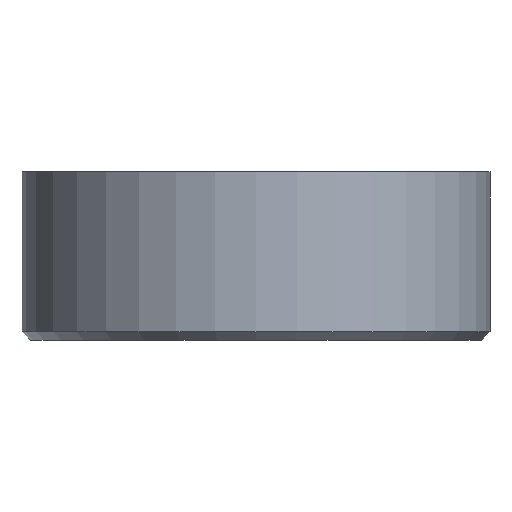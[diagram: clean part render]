
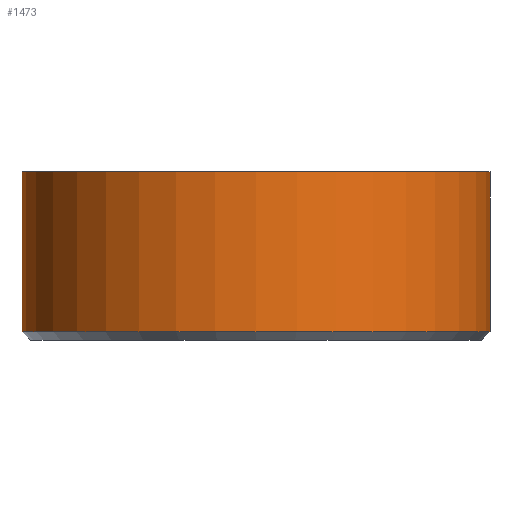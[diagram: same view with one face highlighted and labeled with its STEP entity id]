
A CAD part, front view. The second image highlights one B-rep face of the part: STEP entity #1473.
In plain terms, the highlighted cylindrical face has radius 22.25 mm (diameter 44.5 mm), a partial arc.
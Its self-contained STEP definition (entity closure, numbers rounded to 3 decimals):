
#21=CYLINDRICAL_SURFACE('',#1594,22.25);
#86=CIRCLE('',#1593,22.25);
#87=CIRCLE('',#1595,22.25);
#135=FACE_OUTER_BOUND('',#218,.T.);
#218=EDGE_LOOP('',(#1075,#1076,#1077,#1078));
#345=LINE('',#2316,#500);
#346=LINE('',#2319,#501);
#500=VECTOR('',#1842,10.);
#501=VECTOR('',#1845,10.);
#661=VERTEX_POINT('',#2294);
#666=VERTEX_POINT('',#2308);
#667=VERTEX_POINT('',#2315);
#668=VERTEX_POINT('',#2317);
#827=EDGE_CURVE('',#661,#666,#86,.T.);
#828=EDGE_CURVE('',#661,#667,#345,.T.);
#829=EDGE_CURVE('',#668,#667,#87,.T.);
#830=EDGE_CURVE('',#666,#668,#346,.T.);
#1075=ORIENTED_EDGE('',*,*,#827,.F.);
#1076=ORIENTED_EDGE('',*,*,#828,.T.);
#1077=ORIENTED_EDGE('',*,*,#829,.F.);
#1078=ORIENTED_EDGE('',*,*,#830,.F.);
#1473=ADVANCED_FACE('',(#135),#21,.T.);
#1593=AXIS2_PLACEMENT_3D('',#2313,#1838,#1839);
#1594=AXIS2_PLACEMENT_3D('',#2314,#1840,#1841);
#1595=AXIS2_PLACEMENT_3D('',#2318,#1843,#1844);
#1838=DIRECTION('center_axis',(0.,0.,-1.));
#1839=DIRECTION('ref_axis',(1.,0.,0.));
#1840=DIRECTION('center_axis',(0.,0.,1.));
#1841=DIRECTION('ref_axis',(1.,0.,0.));
#1842=DIRECTION('',(0.,0.,1.));
#1843=DIRECTION('center_axis',(0.,0.,1.));
#1844=DIRECTION('ref_axis',(1.,0.,0.));
#1845=DIRECTION('',(0.,0.,1.));
#2294=CARTESIAN_POINT('',(39.,0.085,-2.2));
#2308=CARTESIAN_POINT('',(-5.5,0.085,-2.2));
#2313=CARTESIAN_POINT('Origin',(16.75,0.085,-2.2));
#2314=CARTESIAN_POINT('Origin',(16.75,0.085,-3.));
#2315=CARTESIAN_POINT('',(39.,0.085,13.));
#2316=CARTESIAN_POINT('',(39.,0.085,-3.));
#2317=CARTESIAN_POINT('',(-5.5,0.085,13.));
#2318=CARTESIAN_POINT('Origin',(16.75,0.085,13.));
#2319=CARTESIAN_POINT('',(-5.5,0.085,-3.));
